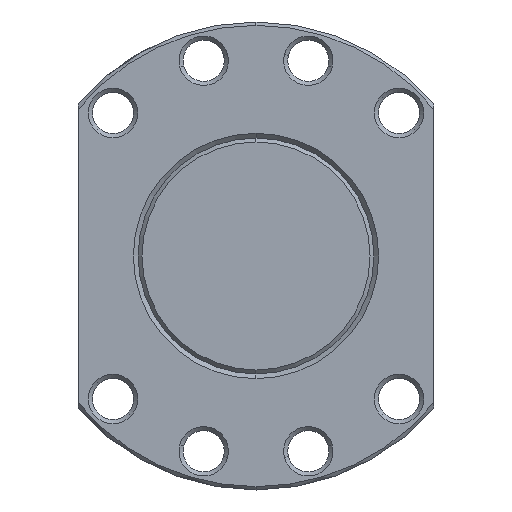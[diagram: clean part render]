
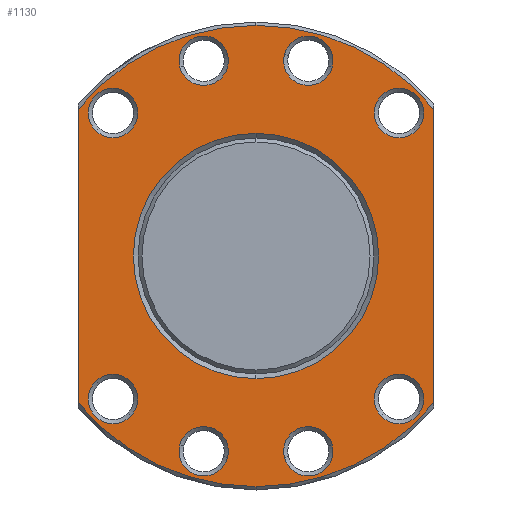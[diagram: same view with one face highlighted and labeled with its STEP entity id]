
A CAD part, left-side view. The second image highlights one B-rep face of the part: STEP entity #1130.
In plain terms, the highlighted planar face has unit normal (-1, 0, 0).
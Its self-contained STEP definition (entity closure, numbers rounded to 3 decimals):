
#460=VERTEX_POINT('',#1308);
#476=EDGE_CURVE('',#616,#992,#1324,.T.);
#494=VERTEX_POINT('',#1342);
#520=EDGE_CURVE('',#700,#1232,#1370,.T.);
#524=VERTEX_POINT('',#1374);
#572=VERTEX_POINT('',#1427);
#586=EDGE_CURVE('',#494,#524,#1441,.T.);
#616=VERTEX_POINT('',#1478);
#620=EDGE_CURVE('',#680,#908,#1482,.T.);
#664=EDGE_CURVE('',#992,#616,#1533,.T.);
#670=EDGE_CURVE('',#460,#572,#1539,.T.);
#680=VERTEX_POINT('',#1549);
#682=EDGE_CURVE('',#882,#1078,#1551,.T.);
#700=VERTEX_POINT('',#1571);
#712=EDGE_CURVE('',#1236,#944,#1583,.T.);
#722=VERTEX_POINT('',#1593);
#730=VERTEX_POINT('',#1602);
#754=VERTEX_POINT('',#1628);
#774=VERTEX_POINT('',#1651);
#806=EDGE_CURVE('',#1232,#700,#1688,.T.);
#808=EDGE_CURVE('',#1074,#730,#1690,.T.);
#822=VERTEX_POINT('',#1704);
#824=EDGE_CURVE('',#1078,#882,#1706,.T.);
#836=EDGE_CURVE('',#822,#964,#1719,.T.);
#862=EDGE_CURVE('',#1030,#866,#1745,.T.);
#866=VERTEX_POINT('',#1750);
#868=EDGE_CURVE('',#730,#1074,#1752,.T.);
#882=VERTEX_POINT('',#1768);
#906=EDGE_CURVE('',#774,#722,#1807,.T.);
#908=VERTEX_POINT('',#1809);
#912=EDGE_CURVE('',#964,#822,#1814,.T.);
#920=EDGE_CURVE('',#1050,#1030,#1823,.T.);
#944=VERTEX_POINT('',#1851);
#960=EDGE_CURVE('',#1050,#524,#1870,.T.);
#964=VERTEX_POINT('',#1875);
#992=VERTEX_POINT('',#1908);
#1030=VERTEX_POINT('',#1948);
#1042=EDGE_CURVE('',#908,#680,#1962,.T.);
#1050=VERTEX_POINT('',#1970);
#1074=VERTEX_POINT('',#1997);
#1078=VERTEX_POINT('',#2001);
#1104=EDGE_CURVE('',#754,#866,#2028,.T.);
#1124=EDGE_CURVE('',#754,#494,#2052,.T.);
#1130=ADVANCED_FACE('',(#2058,#2059,#2060,#2061,#2062,#2063,#2064,#2065,#2066,#2067),#2068,.T.);
#1134=EDGE_CURVE('',#944,#1236,#2072,.T.);
#1190=EDGE_CURVE('',#572,#460,#2135,.T.);
#1232=VERTEX_POINT('',#2182);
#1236=VERTEX_POINT('',#2186);
#1238=EDGE_CURVE('',#722,#774,#2188,.T.);
#1308=CARTESIAN_POINT('',(440.0,42.851,-33.517));
#1324=CIRCLE('',#2282,6.6);
#1342=CARTESIAN_POINT('',(440.0,0.,61.602));
#1370=CIRCLE('',#2353,32.76);
#1374=CARTESIAN_POINT('',(440.0,-47.5,39.224));
#1427=CARTESIAN_POINT('',(440.0,33.517,-42.851));
#1441=CIRCLE('',#2469,61.602);
#1478=CARTESIAN_POINT('',(440.0,-7.601,53.868));
#1482=CIRCLE('',#2524,6.6);
#1533=CIRCLE('',#2599,6.6);
#1539=CIRCLE('',#2608,6.6);
#1549=CARTESIAN_POINT('',(440.0,-20.351,-50.452));
#1551=CIRCLE('',#2627,6.6);
#1571=CARTESIAN_POINT('',(440.0,0.,-32.76));
#1583=CIRCLE('',#2671,6.6);
#1593=CARTESIAN_POINT('',(440.0,20.351,-50.452));
#1602=CARTESIAN_POINT('',(440.0,7.601,53.868));
#1628=CARTESIAN_POINT('',(440.0,47.5,39.224));
#1651=CARTESIAN_POINT('',(440.0,7.601,-53.868));
#1688=CIRCLE('',#2802,32.76);
#1690=CIRCLE('',#2805,6.6);
#1704=CARTESIAN_POINT('',(440.0,-42.851,-33.517));
#1706=CIRCLE('',#2840,6.6);
#1719=CIRCLE('',#2866,6.6);
#1745=CIRCLE('',#2914,61.602);
#1750=CARTESIAN_POINT('',(440.0,47.5,-39.224));
#1752=CIRCLE('',#2922,6.6);
#1768=CARTESIAN_POINT('',(440.0,42.851,33.517));
#1807=CIRCLE('',#2985,6.6);
#1809=CARTESIAN_POINT('',(440.0,-7.601,-53.868));
#1814=CIRCLE('',#2993,6.6);
#1823=CIRCLE('',#3006,61.602);
#1851=CARTESIAN_POINT('',(440.0,-33.517,42.851));
#1870=LINE('',#3098,#3099);
#1875=CARTESIAN_POINT('',(440.0,-33.517,-42.851));
#1908=CARTESIAN_POINT('',(440.0,-20.351,50.452));
#1948=CARTESIAN_POINT('',(440.0,0.,-61.602));
#1962=CIRCLE('',#3246,6.6);
#1970=CARTESIAN_POINT('',(440.0,-47.5,-39.224));
#1997=CARTESIAN_POINT('',(440.0,20.351,50.452));
#2001=CARTESIAN_POINT('',(440.0,33.517,42.851));
#2028=LINE('',#3350,#3351);
#2052=CIRCLE('',#3380,61.602);
#2058=FACE_BOUND('',#3387,.T.);
#2059=FACE_OUTER_BOUND('',#3388,.T.);
#2060=FACE_BOUND('',#3389,.T.);
#2061=FACE_BOUND('',#3390,.T.);
#2062=FACE_BOUND('',#3391,.T.);
#2063=FACE_BOUND('',#3392,.T.);
#2064=FACE_BOUND('',#3393,.T.);
#2065=FACE_BOUND('',#3394,.T.);
#2066=FACE_BOUND('',#3395,.T.);
#2067=FACE_BOUND('',#3396,.T.);
#2068=PLANE('',#3397);
#2072=CIRCLE('',#3404,6.6);
#2135=CIRCLE('',#3487,6.6);
#2182=CARTESIAN_POINT('',(440.0,0.0,32.76));
#2186=CARTESIAN_POINT('',(440.0,-42.851,33.517));
#2188=CIRCLE('',#3554,6.6);
#2282=AXIS2_PLACEMENT_3D('',#3644,#3645,#3646);
#2353=AXIS2_PLACEMENT_3D('',#3684,#3685,#3686);
#2469=AXIS2_PLACEMENT_3D('',#3752,#3753,#3754);
#2524=AXIS2_PLACEMENT_3D('',#3817,#3818,#3819);
#2599=AXIS2_PLACEMENT_3D('',#3890,#3891,#3892);
#2608=AXIS2_PLACEMENT_3D('',#3894,#3895,#3896);
#2627=AXIS2_PLACEMENT_3D('',#3900,#3901,#3902);
#2671=AXIS2_PLACEMENT_3D('',#3935,#3936,#3937);
#2802=AXIS2_PLACEMENT_3D('',#4066,#4067,#4068);
#2805=AXIS2_PLACEMENT_3D('',#4069,#4070,#4071);
#2840=AXIS2_PLACEMENT_3D('',#4081,#4082,#4083);
#2866=AXIS2_PLACEMENT_3D('',#4098,#4099,#4100);
#2914=AXIS2_PLACEMENT_3D('',#4114,#4115,#4116);
#2922=AXIS2_PLACEMENT_3D('',#4125,#4126,#4127);
#2985=AXIS2_PLACEMENT_3D('',#4223,#4224,#4225);
#2993=AXIS2_PLACEMENT_3D('',#4238,#4239,#4240);
#3006=AXIS2_PLACEMENT_3D('',#4253,#4254,#4255);
#3098=CARTESIAN_POINT('',(440.0,-47.5,15.401));
#3099=VECTOR('',#4319,1.0);
#3246=AXIS2_PLACEMENT_3D('',#4427,#4428,#4429);
#3350=CARTESIAN_POINT('',(440.0,47.5,15.401));
#3351=VECTOR('',#4487,1.0);
#3380=AXIS2_PLACEMENT_3D('',#4527,#4528,#4529);
#3387=EDGE_LOOP('',(#4534,#4535));
#3388=EDGE_LOOP('',(#4536,#4537,#4538,#4539,#4540,#4541));
#3389=EDGE_LOOP('',(#4542,#4543));
#3390=EDGE_LOOP('',(#4544,#4545));
#3391=EDGE_LOOP('',(#4546,#4547));
#3392=EDGE_LOOP('',(#4548,#4549));
#3393=EDGE_LOOP('',(#4550,#4551));
#3394=EDGE_LOOP('',(#4552,#4553));
#3395=EDGE_LOOP('',(#4554,#4555));
#3396=EDGE_LOOP('',(#4556,#4557));
#3397=AXIS2_PLACEMENT_3D('',#4558,#4559,#4560);
#3404=AXIS2_PLACEMENT_3D('',#4562,#4563,#4564);
#3487=AXIS2_PLACEMENT_3D('',#4657,#4658,#4659);
#3554=AXIS2_PLACEMENT_3D('',#4713,#4714,#4715);
#3644=CARTESIAN_POINT('',(440.0,-13.976,52.16));
#3645=DIRECTION('',(1.0,0.0,0.));
#3646=DIRECTION('',(0.,0.966,0.259));
#3684=CARTESIAN_POINT('',(440.0,0.0,0.0));
#3685=DIRECTION('',(1.0,0.0,0.));
#3686=DIRECTION('',(0.,0.0,1.0));
#3752=CARTESIAN_POINT('',(440.0,0.0,0.0));
#3753=DIRECTION('',(1.0,0.0,-0.0));
#3754=DIRECTION('',(0.0,0.0,1.0));
#3817=CARTESIAN_POINT('',(440.0,-13.976,-52.16));
#3818=DIRECTION('',(1.0,0.0,0.));
#3819=DIRECTION('',(0.,-0.966,0.259));
#3890=CARTESIAN_POINT('',(440.0,-13.976,52.16));
#3891=DIRECTION('',(1.0,0.0,0.));
#3892=DIRECTION('',(0.,0.966,0.259));
#3894=CARTESIAN_POINT('',(440.0,38.184,-38.184));
#3895=DIRECTION('',(1.0,0.0,0.));
#3896=DIRECTION('',(0.,-0.707,-0.707));
#3900=CARTESIAN_POINT('',(440.0,38.184,38.184));
#3901=DIRECTION('',(1.0,0.0,0.));
#3902=DIRECTION('',(0.,0.707,-0.707));
#3935=CARTESIAN_POINT('',(440.0,-38.184,38.184));
#3936=DIRECTION('',(1.0,0.0,0.));
#3937=DIRECTION('',(0.,0.707,0.707));
#4066=CARTESIAN_POINT('',(440.0,0.0,0.0));
#4067=DIRECTION('',(1.0,0.0,0.));
#4068=DIRECTION('',(0.,0.0,1.0));
#4069=CARTESIAN_POINT('',(440.0,13.976,52.16));
#4070=DIRECTION('',(1.0,0.0,0.));
#4071=DIRECTION('',(0.,0.966,-0.259));
#4081=CARTESIAN_POINT('',(440.0,38.184,38.184));
#4082=DIRECTION('',(1.0,0.0,0.));
#4083=DIRECTION('',(0.,0.707,-0.707));
#4098=CARTESIAN_POINT('',(440.0,-38.184,-38.184));
#4099=DIRECTION('',(1.0,0.0,0.));
#4100=DIRECTION('',(0.,-0.707,0.707));
#4114=CARTESIAN_POINT('',(440.0,0.0,0.0));
#4115=DIRECTION('',(1.0,0.0,-0.0));
#4116=DIRECTION('',(0.0,0.0,1.0));
#4125=CARTESIAN_POINT('',(440.0,13.976,52.16));
#4126=DIRECTION('',(1.0,0.0,0.));
#4127=DIRECTION('',(0.,0.966,-0.259));
#4223=CARTESIAN_POINT('',(440.0,13.976,-52.16));
#4224=DIRECTION('',(1.0,0.0,0.));
#4225=DIRECTION('',(0.,-0.966,-0.259));
#4238=CARTESIAN_POINT('',(440.0,-38.184,-38.184));
#4239=DIRECTION('',(1.0,0.0,0.));
#4240=DIRECTION('',(0.,-0.707,0.707));
#4253=CARTESIAN_POINT('',(440.0,0.0,0.0));
#4254=DIRECTION('',(1.0,0.0,-0.0));
#4255=DIRECTION('',(0.0,0.0,1.0));
#4319=DIRECTION('',(0.,0.0,1.0));
#4427=CARTESIAN_POINT('',(440.0,-13.976,-52.16));
#4428=DIRECTION('',(1.0,0.0,0.));
#4429=DIRECTION('',(0.,-0.966,0.259));
#4487=DIRECTION('',(0.,0.0,-1.0));
#4527=CARTESIAN_POINT('',(440.0,0.0,0.0));
#4528=DIRECTION('',(1.0,0.0,-0.0));
#4529=DIRECTION('',(0.0,0.0,1.0));
#4534=ORIENTED_EDGE('',*,*,#806,.T.);
#4535=ORIENTED_EDGE('',*,*,#520,.T.);
#4536=ORIENTED_EDGE('',*,*,#1104,.T.);
#4537=ORIENTED_EDGE('',*,*,#862,.F.);
#4538=ORIENTED_EDGE('',*,*,#920,.F.);
#4539=ORIENTED_EDGE('',*,*,#960,.T.);
#4540=ORIENTED_EDGE('',*,*,#586,.F.);
#4541=ORIENTED_EDGE('',*,*,#1124,.F.);
#4542=ORIENTED_EDGE('',*,*,#836,.T.);
#4543=ORIENTED_EDGE('',*,*,#912,.T.);
#4544=ORIENTED_EDGE('',*,*,#620,.T.);
#4545=ORIENTED_EDGE('',*,*,#1042,.T.);
#4546=ORIENTED_EDGE('',*,*,#906,.T.);
#4547=ORIENTED_EDGE('',*,*,#1238,.T.);
#4548=ORIENTED_EDGE('',*,*,#1190,.T.);
#4549=ORIENTED_EDGE('',*,*,#670,.T.);
#4550=ORIENTED_EDGE('',*,*,#682,.T.);
#4551=ORIENTED_EDGE('',*,*,#824,.T.);
#4552=ORIENTED_EDGE('',*,*,#808,.T.);
#4553=ORIENTED_EDGE('',*,*,#868,.T.);
#4554=ORIENTED_EDGE('',*,*,#476,.T.);
#4555=ORIENTED_EDGE('',*,*,#664,.T.);
#4556=ORIENTED_EDGE('',*,*,#1134,.T.);
#4557=ORIENTED_EDGE('',*,*,#712,.T.);
#4558=CARTESIAN_POINT('',(440.0,0.0,30.801));
#4559=DIRECTION('',(-1.0,-0.0,0.));
#4560=DIRECTION('',(0.,0.0,-1.0));
#4562=CARTESIAN_POINT('',(440.0,-38.184,38.184));
#4563=DIRECTION('',(1.0,0.0,0.));
#4564=DIRECTION('',(0.,0.707,0.707));
#4657=CARTESIAN_POINT('',(440.0,38.184,-38.184));
#4658=DIRECTION('',(1.0,0.0,0.));
#4659=DIRECTION('',(0.,-0.707,-0.707));
#4713=CARTESIAN_POINT('',(440.0,13.976,-52.16));
#4714=DIRECTION('',(1.0,0.0,0.));
#4715=DIRECTION('',(0.,-0.966,-0.259));
